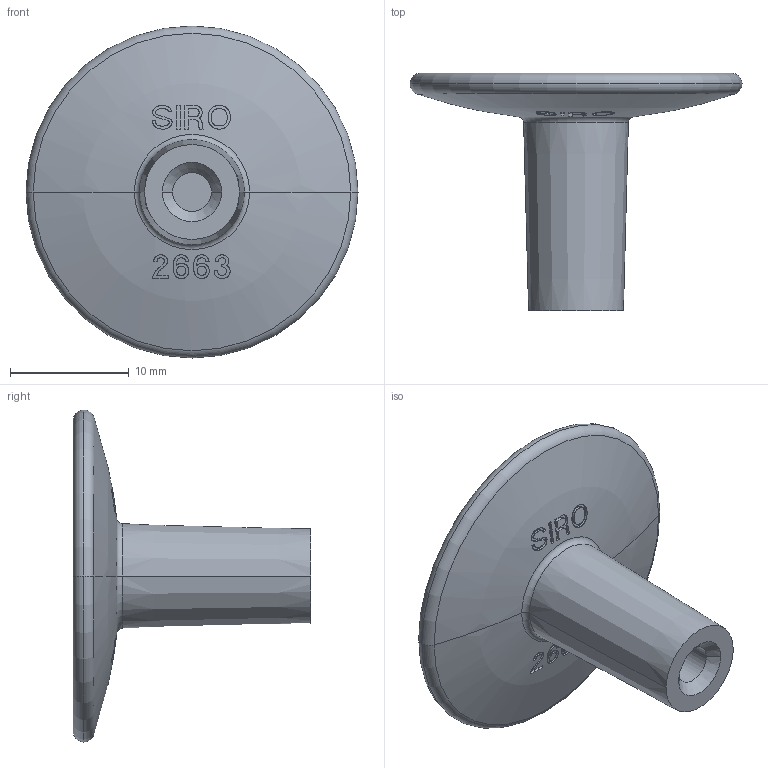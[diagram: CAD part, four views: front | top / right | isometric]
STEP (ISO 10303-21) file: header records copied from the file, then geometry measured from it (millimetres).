
FILE_DESCRIPTION(('Creo Elements/Direct Modeling STEP Export'),'2;1');
FILE_NAME('2663-28.stp','2024-08-27T10:41:55',(''),(''),'Creo Elements/Direct Modeling STEP processor for AP214 (Solid Model)','Creo Elements/Direct Modeling 20.0 12-Nov-2016 (C) Parametric Technology GmbH','');
FILE_SCHEMA(('AUTOMOTIVE_DESIGN { 1 0 10303 214 1 1 1 1 }'));
Length unit declared in the file: millimetre
Products named in the file (1): ZN-12370
Bounding box: 28 x 20.04 x 28 mm (x, y, z)
Volume: 1868.9 mm3; surface area: 1942.1 mm2
Topology: 1 solids, 1 shells, 487 faces, 1403 edges, 929 vertices
Faces by surface type: plane 457, sphere 16, torus 6, cone 4, cylinder 4
Entity records: 16512 total; most frequent: DIRECTION 3292, CARTESIAN_POINT 2806, ORIENTED_EDGE 2802, AXIS2_PLACEMENT_3D 1415, EDGE_CURVE 1401, CIRCLE 929, VERTEX_POINT 929, EDGE_LOOP 500
